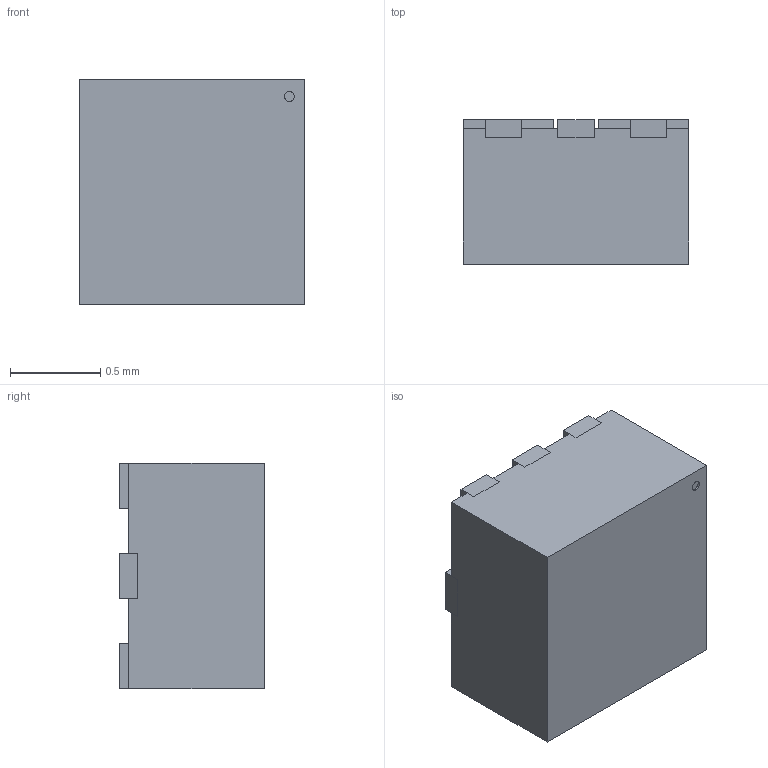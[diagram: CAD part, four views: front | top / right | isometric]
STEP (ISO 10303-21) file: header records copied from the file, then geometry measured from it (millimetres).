
FILE_DESCRIPTION (( 'STEP AP214' ), '1' );
FILE_NAME ('TPS22992SRXNR.STEP', '2024-02-20T09:40:31', ( '' ), ( '' ), 'SwSTEP 2.0', 'SolidWorks 2021', '' );
FILE_SCHEMA (( 'AUTOMOTIVE_DESIGN' ));
Length unit declared in the file: millimetre
Products named in the file (1): TPS22992SRXNR
Bounding box: 1.25 x 0.8 x 1.25 mm (x, y, z)
Volume: 1.2 mm3; surface area: 9 mm2
Topology: 9 solids, 9 shells, 91 faces, 216 edges, 144 vertices
Faces by surface type: plane 89, cylinder 2
Entity records: 3219 total; most frequent: CARTESIAN_POINT 452, ORIENTED_EDGE 432, DIRECTION 404, EDGE_CURVE 216, LINE 212, VECTOR 212, VERTEX_POINT 144, AXIS2_PLACEMENT_3D 96
